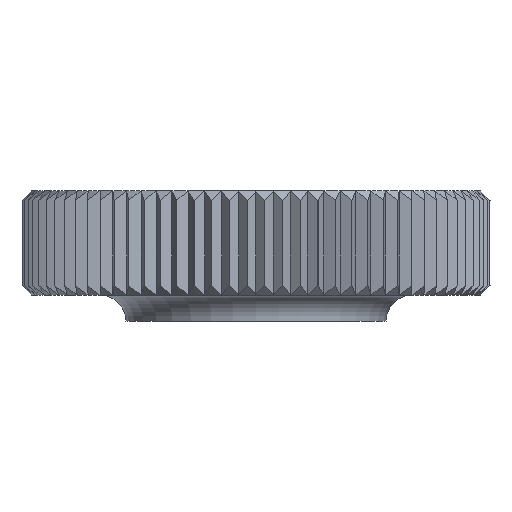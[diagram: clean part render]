
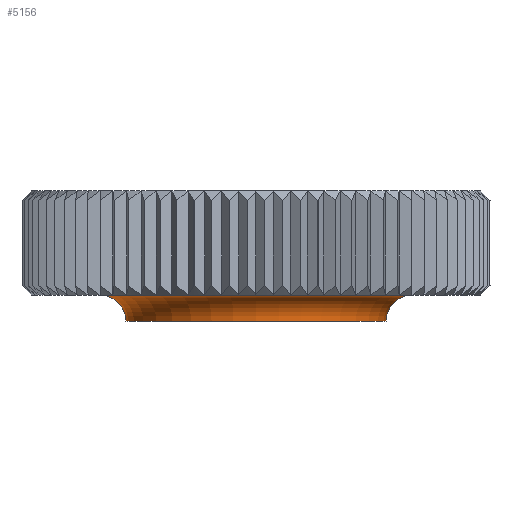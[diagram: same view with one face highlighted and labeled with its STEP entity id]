
A CAD part, front view. The second image highlights one B-rep face of the part: STEP entity #5156.
In plain terms, the highlighted toroidal (fillet/blend) face has major radius 12 mm and minor radius 2 mm.
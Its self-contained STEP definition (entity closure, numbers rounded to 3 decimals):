
#1958=EDGE_CURVE('',#3074,#2330,#5724,.T.);
#2110=EDGE_CURVE('',#2330,#2628,#5901,.T.);
#2330=VERTEX_POINT('',#6155);
#2530=EDGE_CURVE('',#3220,#2628,#6378,.T.);
#2628=VERTEX_POINT('',#6484);
#2774=EDGE_CURVE('',#3220,#3074,#6644,.T.);
#3074=VERTEX_POINT('',#6974);
#3220=VERTEX_POINT('',#7141);
#5156=ADVANCED_FACE('',(#9297),#9298,.F.);
#5724=CIRCLE('',#9968,10.0);
#5901=CIRCLE('',#10277,2.);
#6155=CARTESIAN_POINT('',(-10.0,0.,0.));
#6378=CIRCLE('',#11162,12.0);
#6484=CARTESIAN_POINT('',(-12.0,0.,2.));
#6644=CIRCLE('',#11729,2.);
#6974=CARTESIAN_POINT('',(10.,0.,0.));
#7141=CARTESIAN_POINT('',(12.0,0.,2.));
#9297=FACE_OUTER_BOUND('',#17059,.T.);
#9298=TOROIDAL_SURFACE('',#17060,12.0,2.);
#9968=AXIS2_PLACEMENT_3D('',#18256,#18257,#18258);
#10277=AXIS2_PLACEMENT_3D('',#18502,#18503,#18504);
#11162=AXIS2_PLACEMENT_3D('',#19111,#19112,#19113);
#11729=AXIS2_PLACEMENT_3D('',#19371,#19372,#19373);
#17059=EDGE_LOOP('',(#22505,#22506,#22507,#22508));
#17060=AXIS2_PLACEMENT_3D('',#22509,#22510,#22511);
#18256=CARTESIAN_POINT('',(0.,0.,0.));
#18257=DIRECTION('',(0.0,0.0,-1.0));
#18258=DIRECTION('',(1.0,0.,0.0));
#18502=CARTESIAN_POINT('',(-12.0,0.,0.));
#18503=DIRECTION('',(0.,-1.0,-0.0));
#18504=DIRECTION('',(-1.0,0.,0.0));
#19111=CARTESIAN_POINT('',(0.,0.,2.));
#19112=DIRECTION('',(0.0,0.0,-1.0));
#19113=DIRECTION('',(1.0,0.,0.0));
#19371=CARTESIAN_POINT('',(12.0,0.,0.));
#19372=DIRECTION('',(0.,-1.0,-0.0));
#19373=DIRECTION('',(1.0,0.,0.0));
#22505=ORIENTED_EDGE('',*,*,#2774,.F.);
#22506=ORIENTED_EDGE('',*,*,#2530,.T.);
#22507=ORIENTED_EDGE('',*,*,#2110,.F.);
#22508=ORIENTED_EDGE('',*,*,#1958,.F.);
#22509=CARTESIAN_POINT('',(0.,0.,0.));
#22510=DIRECTION('',(0.0,0.0,-1.0));
#22511=DIRECTION('',(-1.0,0.0,0.0));
